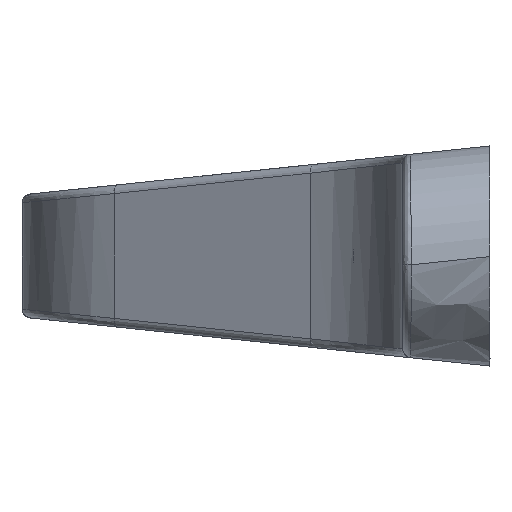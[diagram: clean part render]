
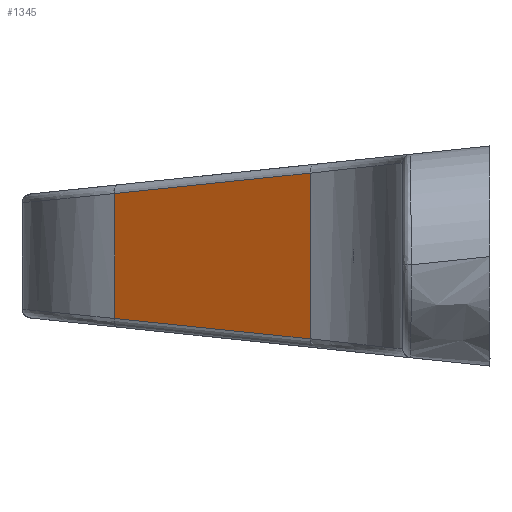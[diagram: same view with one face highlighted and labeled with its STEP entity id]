
A CAD part, left-side view. The second image highlights one B-rep face of the part: STEP entity #1345.
In plain terms, the highlighted planar face has unit normal (-0.883, 0.469, 0).
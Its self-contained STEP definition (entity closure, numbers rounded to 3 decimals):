
#118=PLANE('',#1500);
#223=FACE_OUTER_BOUND('',#307,.T.);
#307=EDGE_LOOP('',(#1243,#1244,#1245,#1246));
#394=LINE('',#2915,#496);
#397=LINE('',#3102,#499);
#409=LINE('',#3305,#511);
#410=LINE('',#3307,#512);
#496=VECTOR('',#1771,10.);
#499=VECTOR('',#1800,10.);
#511=VECTOR('',#1856,10.);
#512=VECTOR('',#1859,10.);
#661=VERTEX_POINT('',#2909);
#662=VERTEX_POINT('',#2913);
#670=VERTEX_POINT('',#3096);
#671=VERTEX_POINT('',#3100);
#828=EDGE_CURVE('',#661,#662,#394,.T.);
#845=EDGE_CURVE('',#670,#671,#397,.T.);
#869=EDGE_CURVE('',#670,#662,#409,.T.);
#870=EDGE_CURVE('',#671,#661,#410,.T.);
#1243=ORIENTED_EDGE('',*,*,#845,.F.);
#1244=ORIENTED_EDGE('',*,*,#869,.T.);
#1245=ORIENTED_EDGE('',*,*,#828,.F.);
#1246=ORIENTED_EDGE('',*,*,#870,.F.);
#1345=ADVANCED_FACE('',(#223),#118,.T.);
#1500=AXIS2_PLACEMENT_3D('',#3306,#1857,#1858);
#1771=DIRECTION('',(-0.467,-0.879,0.092));
#1800=DIRECTION('',(0.467,0.879,0.092));
#1856=DIRECTION('',(0.,0.,1.));
#1857=DIRECTION('center_axis',(-0.883,0.469,0.));
#1858=DIRECTION('ref_axis',(-0.469,-0.883,0.));
#1859=DIRECTION('',(0.,0.,1.));
#2909=CARTESIAN_POINT('',(-155.264,21.495,3.576));
#2913=CARTESIAN_POINT('',(-161.214,10.305,4.745));
#2915=CARTESIAN_POINT('',(-142.697,45.13,1.107));
#3096=CARTESIAN_POINT('',(-161.214,10.305,-4.745));
#3100=CARTESIAN_POINT('',(-155.264,21.495,-3.576));
#3102=CARTESIAN_POINT('',(-137.129,55.601,-0.013));
#3305=CARTESIAN_POINT('',(-161.214,10.305,0.));
#3306=CARTESIAN_POINT('Origin',(-155.264,21.495,0.));
#3307=CARTESIAN_POINT('',(-155.264,21.495,0.));
